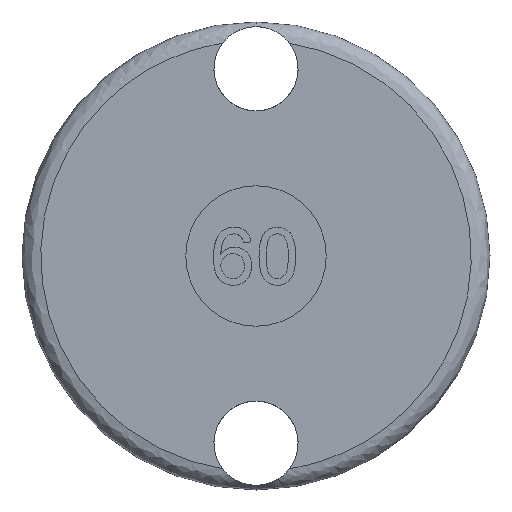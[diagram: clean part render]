
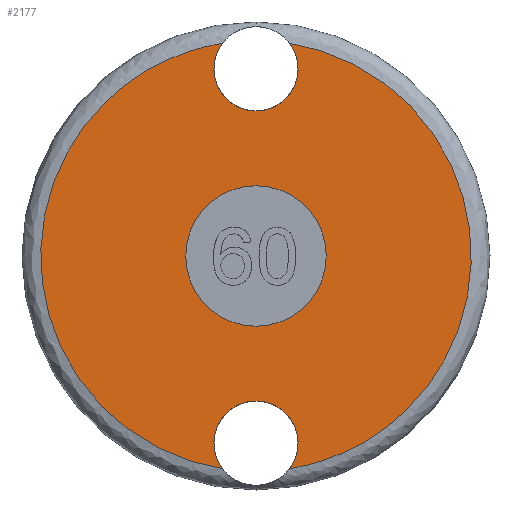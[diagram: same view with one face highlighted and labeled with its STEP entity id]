
A CAD part, front view. The second image highlights one B-rep face of the part: STEP entity #2177.
In plain terms, the highlighted planar face has unit normal (0, -1, 0).
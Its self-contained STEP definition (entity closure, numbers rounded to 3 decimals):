
#200 = CIRCLE ( 'NONE', #299, 7.5 ) ;
#204 = AXIS2_PLACEMENT_3D ( 'NONE', #1837, #1832, #1826 ) ;
#219 = DIRECTION ( 'NONE',  ( 0., 0., -1. ) ) ;
#225 = EDGE_CURVE ( 'NONE', #3424, #2773, #1711, .T. ) ;
#299 = AXIS2_PLACEMENT_3D ( 'NONE', #3026, #3024, #219 ) ;
#305 = VERTEX_POINT ( 'NONE', #3358 ) ;
#466 = EDGE_CURVE ( 'NONE', #2285, #2032, #1684, .T. ) ;
#536 = CARTESIAN_POINT ( 'NONE',  ( -3.586, 0., 22.719 ) ) ;
#556 = VERTEX_POINT ( 'NONE', #2556 ) ;
#624 = EDGE_CURVE ( 'NONE', #3670, #2773, #3043, .T. ) ;
#642 = FACE_OUTER_BOUND ( 'NONE', #3384, .T. ) ;
#730 = EDGE_CURVE ( 'NONE', #556, #2032, #1132, .T. ) ;
#896 = AXIS2_PLACEMENT_3D ( 'NONE', #2456, #2455, #2450 ) ;
#925 = EDGE_CURVE ( 'NONE', #305, #2751, #2697, .T. ) ;
#1058 = DIRECTION ( 'NONE',  ( 0., 0., -1. ) ) ;
#1132 = CIRCLE ( 'NONE', #204, 4.5 ) ;
#1208 = CIRCLE ( 'NONE', #3064, 4.5 ) ;
#1453 = DIRECTION ( 'NONE',  ( 0., 0., -1. ) ) ;
#1454 = AXIS2_PLACEMENT_3D ( 'NONE', #1460, #1457, #1453 ) ;
#1457 = DIRECTION ( 'NONE',  ( 0., 1., 0. ) ) ;
#1460 = CARTESIAN_POINT ( 'NONE',  ( 0., 0., 0. ) ) ;
#1684 =( BOUNDED_CURVE ( )  B_SPLINE_CURVE ( 3, ( #2859, #2863, #2853, #2849 ),
 .UNSPECIFIED., .F., .T. ) 
 B_SPLINE_CURVE_WITH_KNOTS ( ( 4, 4 ),
 ( 0., 1. ),
 .UNSPECIFIED. ) 
 CURVE ( )  GEOMETRIC_REPRESENTATION_ITEM ( )  RATIONAL_B_SPLINE_CURVE ( ( 1., 0.437, 0.437, 1. ) ) 
 REPRESENTATION_ITEM ( '' )  );
#1711 =( BOUNDED_CURVE ( )  B_SPLINE_CURVE ( 3, ( #3380, #3426, #3432, #3378 ),
 .UNSPECIFIED., .F., .T. ) 
 B_SPLINE_CURVE_WITH_KNOTS ( ( 4, 4 ),
 ( 0., 1. ),
 .UNSPECIFIED. ) 
 CURVE ( )  GEOMETRIC_REPRESENTATION_ITEM ( )  RATIONAL_B_SPLINE_CURVE ( ( 1., 0.437, 0.437, 1. ) ) 
 REPRESENTATION_ITEM ( '' )  );
#1746 = FACE_BOUND ( 'NONE', #2654, .T. ) ;
#1826 = DIRECTION ( 'NONE',  ( 0., 0., 1. ) ) ;
#1832 = DIRECTION ( 'NONE',  ( 0., 1., 0. ) ) ;
#1837 = CARTESIAN_POINT ( 'NONE',  ( 0., 0., 20. ) ) ;
#1905 = CARTESIAN_POINT ( 'NONE',  ( 0., 0., -15.5 ) ) ;
#1961 = ORIENTED_EDGE ( 'NONE', *, *, #2500, .T. ) ;
#2032 = VERTEX_POINT ( 'NONE', #536 ) ;
#2177 = ADVANCED_FACE ( 'NONE', ( #1746, #642 ), #3707, .T. ) ;
#2180 = EDGE_CURVE ( 'NONE', #2285, #3670, #2249, .T. ) ;
#2249 = CIRCLE ( 'NONE', #2403, 4.5 ) ;
#2285 = VERTEX_POINT ( 'NONE', #3487 ) ;
#2303 = DIRECTION ( 'NONE',  ( 0., -1., 0. ) ) ;
#2379 = CARTESIAN_POINT ( 'NONE',  ( 3.586, 0., 22.719 ) ) ;
#2393 = EDGE_CURVE ( 'NONE', #3424, #556, #1208, .T. ) ;
#2403 = AXIS2_PLACEMENT_3D ( 'NONE', #2820, #2486, #2439 ) ;
#2439 = DIRECTION ( 'NONE',  ( 0., 0., 1. ) ) ;
#2450 = DIRECTION ( 'NONE',  ( 0., 0., 1. ) ) ;
#2455 = DIRECTION ( 'NONE',  ( 0., 1., 0. ) ) ;
#2456 = CARTESIAN_POINT ( 'NONE',  ( 0., 0., -20. ) ) ;
#2486 = DIRECTION ( 'NONE',  ( 0., 1., 0. ) ) ;
#2500 = EDGE_CURVE ( 'NONE', #2751, #305, #200, .T. ) ;
#2556 = CARTESIAN_POINT ( 'NONE',  ( 0., 0., 15.5 ) ) ;
#2654 = EDGE_LOOP ( 'NONE', ( #1961, #3529 ) ) ;
#2697 = CIRCLE ( 'NONE', #1454, 7.5 ) ;
#2751 = VERTEX_POINT ( 'NONE', #2879 ) ;
#2773 = VERTEX_POINT ( 'NONE', #2792 ) ;
#2792 = CARTESIAN_POINT ( 'NONE',  ( 3.586, 0., -22.719 ) ) ;
#2820 = CARTESIAN_POINT ( 'NONE',  ( 0., 0., -20. ) ) ;
#2849 = CARTESIAN_POINT ( 'NONE',  ( -3.586, 0., 22.719 ) ) ;
#2853 = CARTESIAN_POINT ( 'NONE',  ( -37.799, 0., 17.319 ) ) ;
#2859 = CARTESIAN_POINT ( 'NONE',  ( -3.586, 0., -22.719 ) ) ;
#2863 = CARTESIAN_POINT ( 'NONE',  ( -37.799, 0., -17.319 ) ) ;
#2874 = CARTESIAN_POINT ( 'NONE',  ( 7.5, 0., 0. ) ) ;
#2879 = CARTESIAN_POINT ( 'NONE',  ( 0., 0., -7.5 ) ) ;
#2974 = ORIENTED_EDGE ( 'NONE', *, *, #225, .F. ) ;
#3016 = ORIENTED_EDGE ( 'NONE', *, *, #624, .T. ) ;
#3024 = DIRECTION ( 'NONE',  ( 0., 1., 0. ) ) ;
#3026 = CARTESIAN_POINT ( 'NONE',  ( 0., 0., 0. ) ) ;
#3039 = ORIENTED_EDGE ( 'NONE', *, *, #2180, .T. ) ;
#3043 = CIRCLE ( 'NONE', #896, 4.5 ) ;
#3064 = AXIS2_PLACEMENT_3D ( 'NONE', #3123, #3121, #3117 ) ;
#3076 = ORIENTED_EDGE ( 'NONE', *, *, #730, .T. ) ;
#3117 = DIRECTION ( 'NONE',  ( 0., 0., 1. ) ) ;
#3121 = DIRECTION ( 'NONE',  ( 0., 1., 0. ) ) ;
#3123 = CARTESIAN_POINT ( 'NONE',  ( 0., 0., 20. ) ) ;
#3196 = ORIENTED_EDGE ( 'NONE', *, *, #2393, .T. ) ;
#3358 = CARTESIAN_POINT ( 'NONE',  ( 0., 0., 7.5 ) ) ;
#3378 = CARTESIAN_POINT ( 'NONE',  ( 3.586, 0., -22.719 ) ) ;
#3380 = CARTESIAN_POINT ( 'NONE',  ( 3.586, 0., 22.719 ) ) ;
#3384 = EDGE_LOOP ( 'NONE', ( #3039, #3016, #2974, #3196, #3076, #3589 ) ) ;
#3424 = VERTEX_POINT ( 'NONE', #2379 ) ;
#3426 = CARTESIAN_POINT ( 'NONE',  ( 37.799, 0., 17.319 ) ) ;
#3432 = CARTESIAN_POINT ( 'NONE',  ( 37.799, 0., -17.319 ) ) ;
#3487 = CARTESIAN_POINT ( 'NONE',  ( -3.586, 0., -22.719 ) ) ;
#3529 = ORIENTED_EDGE ( 'NONE', *, *, #925, .T. ) ;
#3572 = AXIS2_PLACEMENT_3D ( 'NONE', #2874, #2303, #1058 ) ;
#3589 = ORIENTED_EDGE ( 'NONE', *, *, #466, .F. ) ;
#3670 = VERTEX_POINT ( 'NONE', #1905 ) ;
#3707 = PLANE ( 'NONE',  #3572 ) ;
